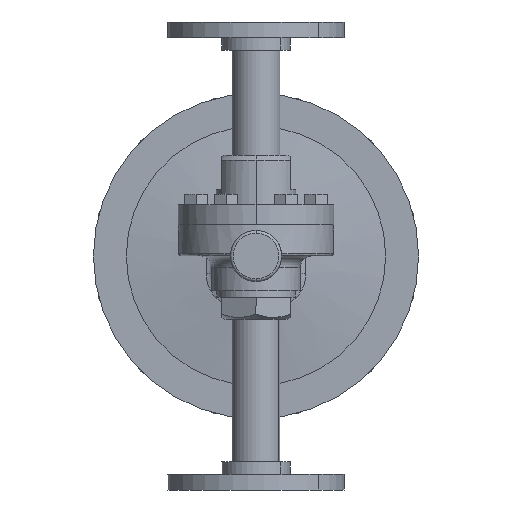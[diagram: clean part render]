
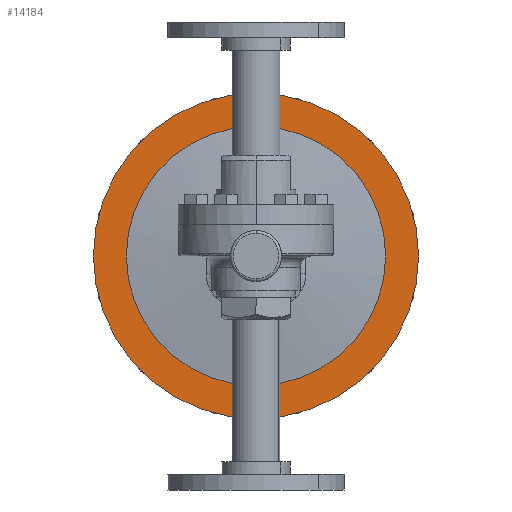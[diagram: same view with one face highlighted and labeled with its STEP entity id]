
A CAD part, front view. The second image highlights one B-rep face of the part: STEP entity #14184.
In plain terms, the highlighted planar face has unit normal (0, -1, 0).
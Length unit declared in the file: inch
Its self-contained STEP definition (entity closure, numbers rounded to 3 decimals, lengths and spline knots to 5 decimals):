
#52 = DIRECTION ( 'NONE',  ( 0., -1., 0. ) ) ;
#63 = AXIS2_PLACEMENT_3D ( 'NONE', #12783, #5477, #13995 ) ;
#964 = FACE_BOUND ( 'NONE', #9121, .T. ) ;
#1639 = CARTESIAN_POINT ( 'NONE',  ( 0., 2.25, 0. ) ) ;
#1764 = ORIENTED_EDGE ( 'NONE', *, *, #10300, .F. ) ;
#2370 = CARTESIAN_POINT ( 'NONE',  ( 0., 2.25, 0. ) ) ;
#2497 = CIRCLE ( 'NONE', #10172, 3.56 ) ;
#2896 = DIRECTION ( 'NONE',  ( 0., 0., -1. ) ) ;
#3622 = DIRECTION ( 'NONE',  ( 0., 0., -1. ) ) ;
#3833 = VERTEX_POINT ( 'NONE', #4814 ) ;
#4814 = CARTESIAN_POINT ( 'NONE',  ( 0., 2.25, 2.84 ) ) ;
#5018 = VERTEX_POINT ( 'NONE', #5750 ) ;
#5477 = DIRECTION ( 'NONE',  ( 0., -1., 0. ) ) ;
#5478 = DIRECTION ( 'NONE',  ( 0., -1., 0. ) ) ;
#5750 = CARTESIAN_POINT ( 'NONE',  ( 0., 2.25, -2.84 ) ) ;
#6506 = EDGE_LOOP ( 'NONE', ( #12444, #10228 ) ) ;
#7088 = FACE_OUTER_BOUND ( 'NONE', #6506, .T. ) ;
#7364 = CARTESIAN_POINT ( 'NONE',  ( 0., 2.25, 0. ) ) ;
#7712 = CARTESIAN_POINT ( 'NONE',  ( 0., 2.25, 3.56 ) ) ;
#7831 = AXIS2_PLACEMENT_3D ( 'NONE', #2370, #10908, #3622 ) ;
#8269 = EDGE_CURVE ( 'NONE', #5018, #3833, #9291, .T. ) ;
#8618 = DIRECTION ( 'NONE',  ( 0., 0., -1. ) ) ;
#9066 = CARTESIAN_POINT ( 'NONE',  ( 0., 2.25, -3.655 ) ) ;
#9121 = EDGE_LOOP ( 'NONE', ( #1764, #11148 ) ) ;
#9185 = VERTEX_POINT ( 'NONE', #7712 ) ;
#9291 = CIRCLE ( 'NONE', #63, 2.84 ) ;
#10172 = AXIS2_PLACEMENT_3D ( 'NONE', #1639, #10178, #2896 ) ;
#10178 = DIRECTION ( 'NONE',  ( 0., -1., 0. ) ) ;
#10228 = ORIENTED_EDGE ( 'NONE', *, *, #13891, .T. ) ;
#10300 = EDGE_CURVE ( 'NONE', #3833, #5018, #11743, .T. ) ;
#10777 = AXIS2_PLACEMENT_3D ( 'NONE', #9066, #5478, #13996 ) ;
#10908 = DIRECTION ( 'NONE',  ( 0., -1., 0. ) ) ;
#11148 = ORIENTED_EDGE ( 'NONE', *, *, #8269, .F. ) ;
#11743 = CIRCLE ( 'NONE', #13497, 2.84 ) ;
#12444 = ORIENTED_EDGE ( 'NONE', *, *, #14672, .T. ) ;
#12783 = CARTESIAN_POINT ( 'NONE',  ( 0., 2.25, 0. ) ) ;
#12784 = PLANE ( 'NONE',  #10777 ) ;
#12931 = CARTESIAN_POINT ( 'NONE',  ( 0., 2.25, -3.56 ) ) ;
#13397 = CIRCLE ( 'NONE', #7831, 3.56 ) ;
#13497 = AXIS2_PLACEMENT_3D ( 'NONE', #7364, #52, #8618 ) ;
#13891 = EDGE_CURVE ( 'NONE', #9185, #14292, #13397, .T. ) ;
#13995 = DIRECTION ( 'NONE',  ( 0., 0., -1. ) ) ;
#13996 = DIRECTION ( 'NONE',  ( 0., 0., -1. ) ) ;
#14184 = ADVANCED_FACE ( 'NONE', ( #964, #7088 ), #12784, .T. ) ;
#14292 = VERTEX_POINT ( 'NONE', #12931 ) ;
#14672 = EDGE_CURVE ( 'NONE', #14292, #9185, #2497, .T. ) ;
